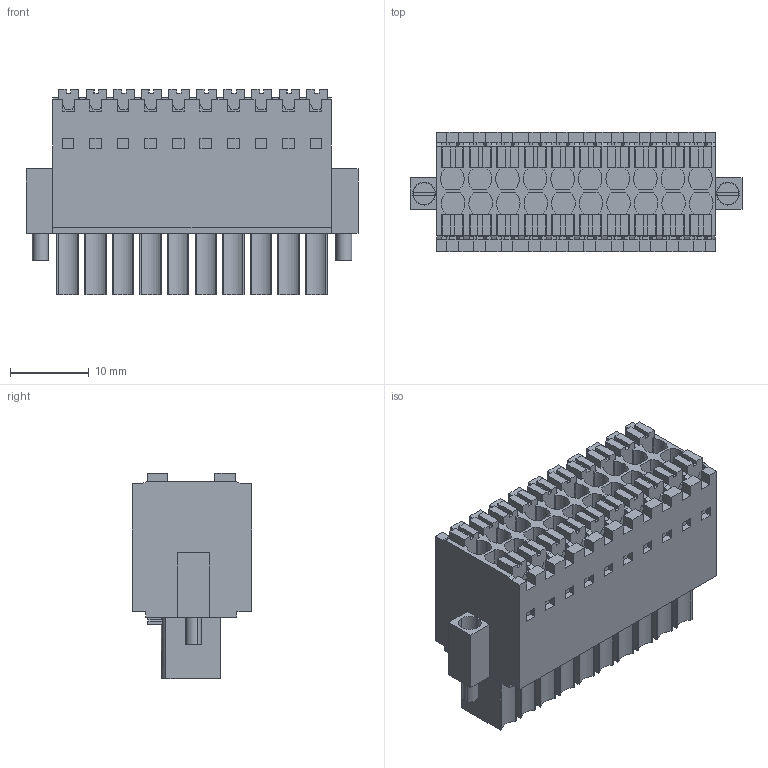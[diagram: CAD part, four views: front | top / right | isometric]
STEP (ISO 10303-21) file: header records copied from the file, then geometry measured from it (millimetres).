
FILE_DESCRIPTION(('CATIA V5 STEP','CAx-IF Rec.Pracs.--- Model Styling and Organization---1.2---2011-12-15'),'2;1');
FILE_NAME ('D1450461_0', '2017-05-27T11:21:43+00:00', ('none'), ('Weidmueller'), 'CATIA Version 5-6 Release 2014', 'CATIA V5 STEP AP214', 'none');
FILE_SCHEMA(('AUTOMOTIVE_DESIGN { 1 0 10303 214 1 1 1 1 }'));
Length unit declared in the file: millimetre
Products named in the file (1): 1277760000
Bounding box: 42.15 x 15.2 x 26.05 mm (x, y, z)
Volume: 10032.6 mm3; surface area: 8057.4 mm2
Topology: 23 solids, 23 shells, 1184 faces, 3262 edges, 2178 vertices
Faces by surface type: plane 1108, cylinder 76
Entity records: 34202 total; most frequent: ORIENTED_EDGE 6524, CARTESIAN_POINT 6144, DIRECTION 4528, EDGE_CURVE 3262, VECTOR 3006, LINE 3006, VERTEX_POINT 2178, EDGE_LOOP 1242
